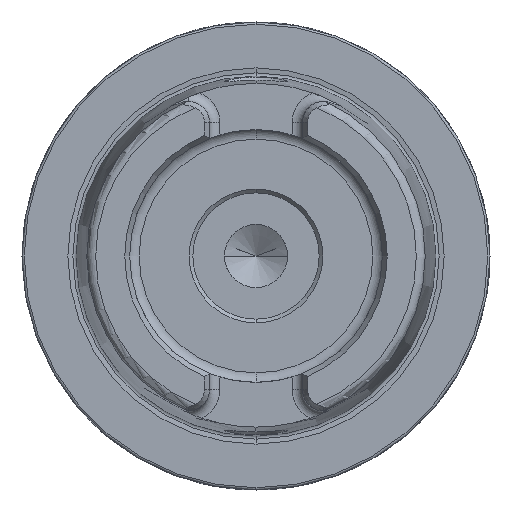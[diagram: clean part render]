
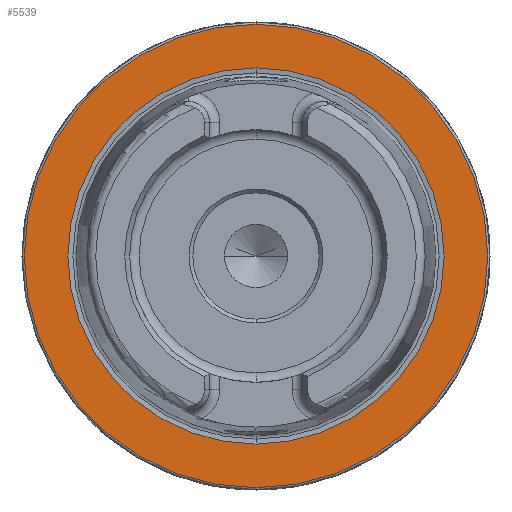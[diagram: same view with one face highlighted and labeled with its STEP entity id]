
A CAD part, left-side view. The second image highlights one B-rep face of the part: STEP entity #5539.
In plain terms, the highlighted planar face has unit normal (-1, 0, 0).
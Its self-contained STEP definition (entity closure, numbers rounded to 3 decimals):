
#758 = EDGE_LOOP ( 'NONE', ( #11709, #2672 ) ) ;
#1154 = AXIS2_PLACEMENT_3D ( 'NONE', #4359, #10840, #12424 ) ;
#1638 = CARTESIAN_POINT ( 'NONE',  ( 0., 0., 31.2 ) ) ;
#2051 = EDGE_CURVE ( 'NONE', #8435, #2226, #7903, .T. ) ;
#2226 = VERTEX_POINT ( 'NONE', #2285 ) ;
#2285 = CARTESIAN_POINT ( 'NONE',  ( 0., 0., -25.324 ) ) ;
#2630 = FACE_BOUND ( 'NONE', #8716, .T. ) ;
#2672 = ORIENTED_EDGE ( 'NONE', *, *, #13103, .T. ) ;
#2829 = VERTEX_POINT ( 'NONE', #1638 ) ;
#3018 = EDGE_CURVE ( 'NONE', #2226, #8435, #13226, .T. ) ;
#3283 = DIRECTION ( 'NONE',  ( 0., 0., 1. ) ) ;
#3493 = CARTESIAN_POINT ( 'NONE',  ( 0., 31.2, 0. ) ) ;
#3504 = DIRECTION ( 'NONE',  ( -1., 0., 0. ) ) ;
#3750 = DIRECTION ( 'NONE',  ( -1., 0., 0. ) ) ;
#3842 = DIRECTION ( 'NONE',  ( 0., 0., -1. ) ) ;
#4297 = CARTESIAN_POINT ( 'NONE',  ( 0., 0., 0. ) ) ;
#4359 = CARTESIAN_POINT ( 'NONE',  ( 0., 0., 0. ) ) ;
#5214 = DIRECTION ( 'NONE',  ( -1., 0., 0. ) ) ;
#5357 = AXIS2_PLACEMENT_3D ( 'NONE', #4297, #3504, #3283 ) ;
#5374 = VERTEX_POINT ( 'NONE', #7919 ) ;
#5539 = ADVANCED_FACE ( 'NONE', ( #2630, #9508 ), #10845, .F. ) ;
#6754 = CARTESIAN_POINT ( 'NONE',  ( 0., 0., 25.324 ) ) ;
#6795 = ORIENTED_EDGE ( 'NONE', *, *, #3018, .F. ) ;
#7903 = CIRCLE ( 'NONE', #1154, 25.324 ) ;
#7919 = CARTESIAN_POINT ( 'NONE',  ( 0., 0., -31.2 ) ) ;
#8435 = VERTEX_POINT ( 'NONE', #6754 ) ;
#8716 = EDGE_LOOP ( 'NONE', ( #13322, #6795 ) ) ;
#9478 = AXIS2_PLACEMENT_3D ( 'NONE', #11342, #5214, #12393 ) ;
#9508 = FACE_OUTER_BOUND ( 'NONE', #758, .T. ) ;
#9888 = CARTESIAN_POINT ( 'NONE',  ( 0., 0., 0. ) ) ;
#9951 = AXIS2_PLACEMENT_3D ( 'NONE', #3493, #11488, #3842 ) ;
#10572 = AXIS2_PLACEMENT_3D ( 'NONE', #9888, #3750, #10893 ) ;
#10840 = DIRECTION ( 'NONE',  ( -1., 0., 0. ) ) ;
#10845 = PLANE ( 'NONE',  #9951 ) ;
#10893 = DIRECTION ( 'NONE',  ( 0., 0., 1. ) ) ;
#11199 = CIRCLE ( 'NONE', #9478, 31.2 ) ;
#11212 = EDGE_CURVE ( 'NONE', #2829, #5374, #13251, .T. ) ;
#11342 = CARTESIAN_POINT ( 'NONE',  ( 0., 0., 0. ) ) ;
#11488 = DIRECTION ( 'NONE',  ( 1., 0., 0. ) ) ;
#11709 = ORIENTED_EDGE ( 'NONE', *, *, #11212, .T. ) ;
#12393 = DIRECTION ( 'NONE',  ( 0., 0., 1. ) ) ;
#12424 = DIRECTION ( 'NONE',  ( 0., 0., 1. ) ) ;
#13103 = EDGE_CURVE ( 'NONE', #5374, #2829, #11199, .T. ) ;
#13226 = CIRCLE ( 'NONE', #5357, 25.324 ) ;
#13251 = CIRCLE ( 'NONE', #10572, 31.2 ) ;
#13322 = ORIENTED_EDGE ( 'NONE', *, *, #2051, .F. ) ;
